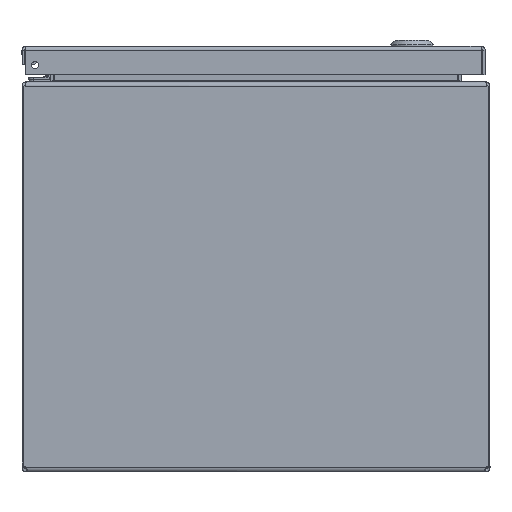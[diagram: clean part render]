
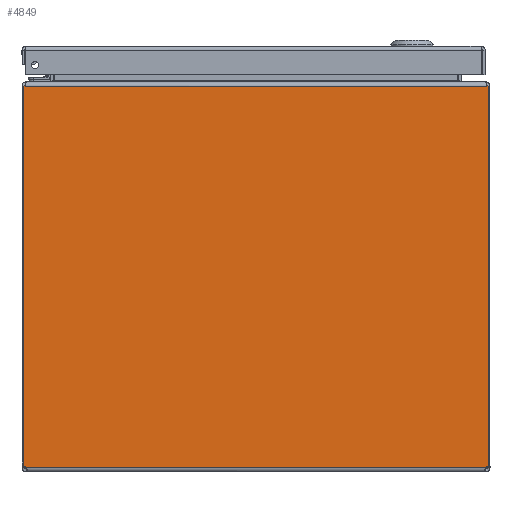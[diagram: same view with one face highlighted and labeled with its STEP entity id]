
A CAD part, front view. The second image highlights one B-rep face of the part: STEP entity #4849.
In plain terms, the highlighted planar face has unit normal (0, -1, 0).
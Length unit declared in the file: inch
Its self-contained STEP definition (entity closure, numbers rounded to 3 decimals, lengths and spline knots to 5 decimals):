
#3294=CARTESIAN_POINT('',(11.91495,0.,9.89475));
#3295=VERTEX_POINT('',#3294);
#3327=CARTESIAN_POINT('',(0.08505,0.,9.89475));
#3328=VERTEX_POINT('',#3327);
#3342=CARTESIAN_POINT('',(11.91495,0.,9.89475));
#3343=DIRECTION('',(-1.0,0.0,0.0));
#3344=VECTOR('',#3343,11.8299);
#3345=LINE('',#3342,#3344);
#3346=EDGE_CURVE('',#3295,#3328,#3345,.T.);
#3514=CARTESIAN_POINT('',(0.037,0.,9.89475));
#3515=VERTEX_POINT('',#3514);
#3522=CARTESIAN_POINT('',(0.08505,0.,9.89475));
#3523=DIRECTION('',(-1.0,0.0,0.0));
#3524=VECTOR('',#3523,0.04805);
#3525=LINE('',#3522,#3524);
#3526=EDGE_CURVE('',#3328,#3515,#3525,.T.);
#3537=CARTESIAN_POINT('',(11.963,0.,9.89475));
#3538=VERTEX_POINT('',#3537);
#3539=CARTESIAN_POINT('',(11.963,0.,9.89475));
#3540=DIRECTION('',(-1.0,0.0,0.0));
#3541=VECTOR('',#3540,0.04805);
#3542=LINE('',#3539,#3541);
#3543=EDGE_CURVE('',#3538,#3295,#3542,.T.);
#3568=CARTESIAN_POINT('',(11.963,0.,0.12495));
#3569=VERTEX_POINT('',#3568);
#3570=CARTESIAN_POINT('',(11.963,0.,9.89475));
#3571=DIRECTION('',(0.0,0.0,-1.0));
#3572=VECTOR('',#3571,9.7698);
#3573=LINE('',#3570,#3572);
#3574=EDGE_CURVE('',#3538,#3569,#3573,.T.);
#4781=CARTESIAN_POINT('',(0.11361,0.,0.10525));
#4782=VERTEX_POINT('',#4781);
#4789=CARTESIAN_POINT('',(0.037,0.,0.12495));
#4790=VERTEX_POINT('',#4789);
#4791=CARTESIAN_POINT('',(0.06153,0.,0.06153));
#4792=DIRECTION('',(0.0,1.0,0.0));
#4793=DIRECTION('',(1.0,0.0,0.0));
#4794=AXIS2_PLACEMENT_3D('',#4791,#4792,#4793);
#4795=CIRCLE('',#4794,0.068);
#4796=EDGE_CURVE('',#4790,#4782,#4795,.T.);
#4816=CARTESIAN_POINT('',(6.,0.,5.0089));
#4817=DIRECTION('',(0.0,1.0,0.0));
#4818=DIRECTION('',(1.0,0.0,0.0));
#4819=AXIS2_PLACEMENT_3D('',#4816,#4817,#4818);
#4820=PLANE('',#4819);
#4821=ORIENTED_EDGE('',*,*,#3543,.T.);
#4822=ORIENTED_EDGE('',*,*,#3346,.T.);
#4823=ORIENTED_EDGE('',*,*,#3526,.T.);
#4824=CARTESIAN_POINT('',(0.037,0.,0.12495));
#4825=DIRECTION('',(0.0,0.0,1.0));
#4826=VECTOR('',#4825,9.7698);
#4827=LINE('',#4824,#4826);
#4828=EDGE_CURVE('',#4790,#3515,#4827,.T.);
#4829=ORIENTED_EDGE('',*,*,#4828,.F.);
#4830=ORIENTED_EDGE('',*,*,#4796,.T.);
#4831=CARTESIAN_POINT('',(11.88639,0.,0.10525));
#4832=VERTEX_POINT('',#4831);
#4833=CARTESIAN_POINT('',(0.11361,0.,0.10525));
#4834=DIRECTION('',(1.0,0.0,0.0));
#4835=VECTOR('',#4834,11.77279);
#4836=LINE('',#4833,#4835);
#4837=EDGE_CURVE('',#4782,#4832,#4836,.T.);
#4838=ORIENTED_EDGE('',*,*,#4837,.T.);
#4839=CARTESIAN_POINT('',(11.93847,0.,0.06153));
#4840=DIRECTION('',(0.0,1.0,0.0));
#4841=DIRECTION('',(1.0,0.0,0.0));
#4842=AXIS2_PLACEMENT_3D('',#4839,#4840,#4841);
#4843=CIRCLE('',#4842,0.068);
#4844=EDGE_CURVE('',#4832,#3569,#4843,.T.);
#4845=ORIENTED_EDGE('',*,*,#4844,.T.);
#4846=ORIENTED_EDGE('',*,*,#3574,.F.);
#4847=EDGE_LOOP('',(#4821,#4822,#4823,#4829,#4830,#4838,#4845,#4846));
#4848=FACE_OUTER_BOUND('',#4847,.T.);
#4849=ADVANCED_FACE('',(#4848),#4820,.F.);
